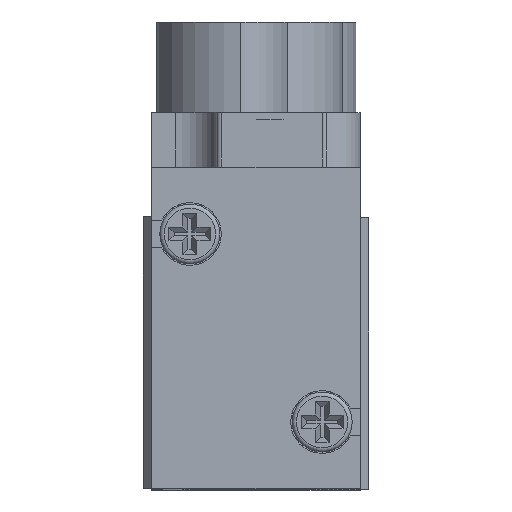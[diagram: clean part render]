
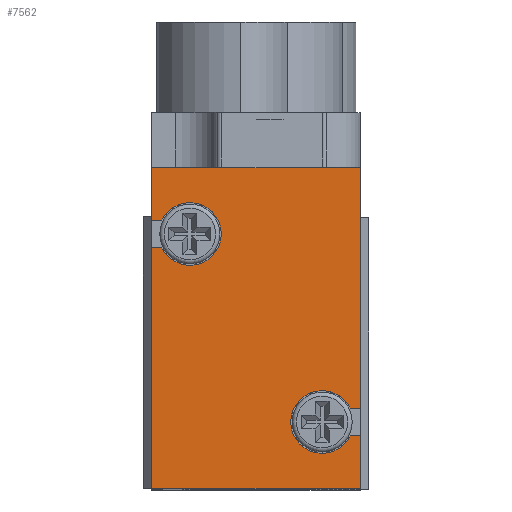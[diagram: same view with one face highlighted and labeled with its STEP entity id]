
A CAD part, top view. The second image highlights one B-rep face of the part: STEP entity #7562.
In plain terms, the highlighted planar face has unit normal (0, 0, 1).
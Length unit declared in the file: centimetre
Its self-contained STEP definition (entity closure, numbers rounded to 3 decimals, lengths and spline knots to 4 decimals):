
#491=CIRCLE($,#8123,0.225);
#493=CIRCLE($,#8132,0.225);
#763=FACE_OUTER_BOUND($,#1210,.T.);
#1210=EDGE_LOOP($,(#5539,#5540,#5541,#5542,#5543,#5544,#5545,#5546,#5547,
#5548,#5549,#5550));
#1751=LINE($,#11580,#2482);
#1755=LINE($,#11588,#2486);
#1759=LINE($,#11595,#2490);
#1761=LINE($,#11599,#2492);
#1764=LINE($,#11605,#2495);
#1767=LINE($,#11609,#2498);
#1768=LINE($,#11612,#2499);
#1769=LINE($,#11615,#2500);
#1770=LINE($,#11616,#2501);
#1771=LINE($,#11617,#2502);
#2482=VECTOR($,#9154,0.375);
#2486=VECTOR($,#9158,1.725);
#2490=VECTOR($,#9164,1.5);
#2492=VECTOR($,#9168,0.375);
#2495=VECTOR($,#9171,1.725);
#2498=VECTOR($,#9176,1.5);
#2499=VECTOR($,#9179,0.0734);
#2500=VECTOR($,#9182,0.0734);
#2501=VECTOR($,#9183,0.0734);
#2502=VECTOR($,#9184,0.0734);
#3284=VERTEX_POINT($,#11556);
#3285=VERTEX_POINT($,#11558);
#3292=VERTEX_POINT($,#11577);
#3293=VERTEX_POINT($,#11579);
#3296=VERTEX_POINT($,#11585);
#3297=VERTEX_POINT($,#11587);
#3299=VERTEX_POINT($,#11593);
#3300=VERTEX_POINT($,#11597);
#3302=VERTEX_POINT($,#11602);
#3303=VERTEX_POINT($,#11604);
#3304=VERTEX_POINT($,#11611);
#3305=VERTEX_POINT($,#11613);
#4144=EDGE_CURVE($,#3284,#3285,#491,.T.);
#4154=EDGE_CURVE($,#3292,#3293,#1751,.T.);
#4158=EDGE_CURVE($,#3296,#3297,#1755,.T.);
#4162=EDGE_CURVE($,#3299,#3296,#1759,.T.);
#4164=EDGE_CURVE($,#3300,#3299,#1761,.T.);
#4167=EDGE_CURVE($,#3302,#3303,#1764,.T.);
#4170=EDGE_CURVE($,#3293,#3302,#1767,.T.);
#4171=EDGE_CURVE($,#3304,#3300,#1768,.T.);
#4172=EDGE_CURVE($,#3305,#3304,#493,.T.);
#4173=EDGE_CURVE($,#3305,#3303,#1769,.T.);
#4174=EDGE_CURVE($,#3285,#3292,#1770,.T.);
#4175=EDGE_CURVE($,#3284,#3297,#1771,.T.);
#5539=ORIENTED_EDGE($,*,*,#4171,.F.);
#5540=ORIENTED_EDGE($,*,*,#4172,.F.);
#5541=ORIENTED_EDGE($,*,*,#4173,.T.);
#5542=ORIENTED_EDGE($,*,*,#4167,.F.);
#5543=ORIENTED_EDGE($,*,*,#4170,.F.);
#5544=ORIENTED_EDGE($,*,*,#4154,.F.);
#5545=ORIENTED_EDGE($,*,*,#4174,.F.);
#5546=ORIENTED_EDGE($,*,*,#4144,.F.);
#5547=ORIENTED_EDGE($,*,*,#4175,.T.);
#5548=ORIENTED_EDGE($,*,*,#4158,.F.);
#5549=ORIENTED_EDGE($,*,*,#4162,.F.);
#5550=ORIENTED_EDGE($,*,*,#4164,.F.);
#7202=PLANE($,#8131);
#7562=ADVANCED_FACE($,(#763),#7202,.T.);
#8123=AXIS2_PLACEMENT_3D($,#11559,#9136,#9137);
#8131=AXIS2_PLACEMENT_3D($,#11610,#9177,#9178);
#8132=AXIS2_PLACEMENT_3D($,#11614,#9180,#9181);
#9136=DIRECTION('center_axis',(0.,0.,
1.));
#9137=DIRECTION('ref_axis',(1.,0.,0.));
#9154=DIRECTION($,(0.,1.,0.));
#9158=DIRECTION($,(0.,1.,0.));
#9164=DIRECTION($,(-1.,0.,0.));
#9168=DIRECTION($,(0.,-1.,0.));
#9171=DIRECTION($,(0.,-1.,0.));
#9176=DIRECTION($,(1.,0.,0.));
#9177=DIRECTION('center_axis',(0.,0.,
1.));
#9178=DIRECTION('ref_axis',(1.,0.,0.));
#9179=DIRECTION($,(1.,0.,0.));
#9180=DIRECTION('center_axis',(0.,0.,
1.));
#9181=DIRECTION('ref_axis',(1.,0.,0.));
#9182=DIRECTION($,(1.,0.,0.));
#9183=DIRECTION($,(-1.,0.,0.));
#9184=DIRECTION($,(-1.,0.,0.));
#11556=CARTESIAN_POINT('',(-0.7022,0.7013,3.225));
#11558=CARTESIAN_POINT('',(-0.7022,0.9013,3.225));
#11559=CARTESIAN_POINT('Origin',(-0.5006,0.8013,3.225));
#11577=CARTESIAN_POINT('',(-0.7756,0.9013,3.225));
#11579=CARTESIAN_POINT('',(-0.7756,1.2763,3.225));
#11580=CARTESIAN_POINT($,(-0.7756,-1.0237,3.225));
#11585=CARTESIAN_POINT('',(-0.7756,-1.0237,3.225));
#11587=CARTESIAN_POINT('',(-0.7756,0.7013,3.225));
#11588=CARTESIAN_POINT($,(-0.7756,-1.0237,3.225));
#11593=CARTESIAN_POINT('',(0.7244,-1.0237,3.225));
#11595=CARTESIAN_POINT($,(0.7244,-1.0237,3.225));
#11597=CARTESIAN_POINT('',(0.7244,-0.6487,3.225));
#11599=CARTESIAN_POINT($,(0.7244,-1.0237,3.225));
#11602=CARTESIAN_POINT('',(0.7244,1.2763,3.225));
#11604=CARTESIAN_POINT('',(0.7244,-0.4487,3.225));
#11605=CARTESIAN_POINT($,(0.7244,-1.0237,3.225));
#11609=CARTESIAN_POINT($,(0.7244,1.2763,3.225));
#11610=CARTESIAN_POINT('Origin',(-0.7756,1.2763,3.225));
#11611=CARTESIAN_POINT('',(0.6509,-0.6487,3.225));
#11612=CARTESIAN_POINT($,(0.6509,-0.6487,3.225));
#11613=CARTESIAN_POINT('',(0.6509,-0.4487,3.225));
#11614=CARTESIAN_POINT('Origin',(0.4494,-0.5487,3.225));
#11615=CARTESIAN_POINT($,(0.6509,-0.4487,3.225));
#11616=CARTESIAN_POINT($,(2.1243,0.9013,3.225));
#11617=CARTESIAN_POINT($,(2.1243,0.7013,3.225));
